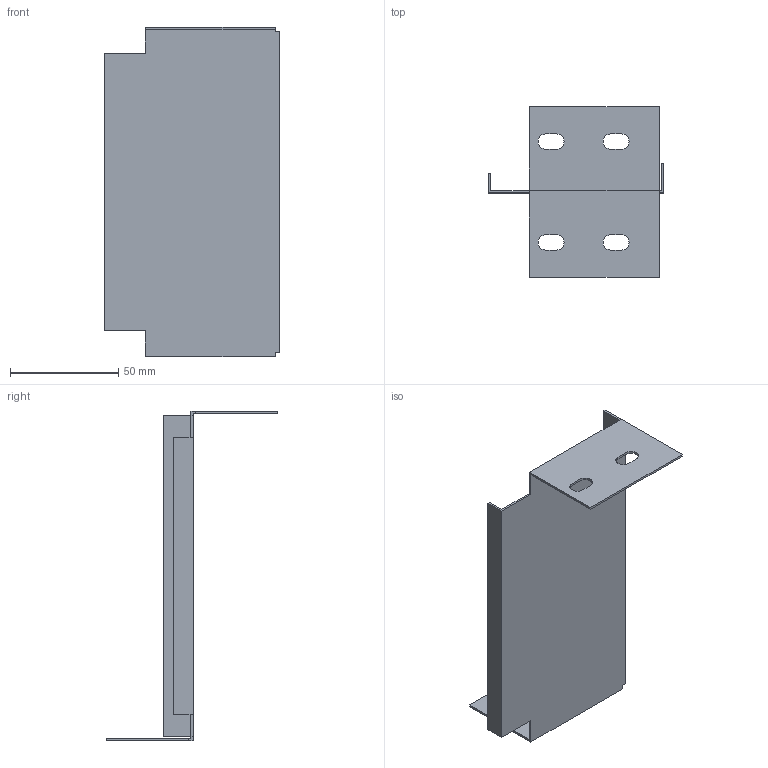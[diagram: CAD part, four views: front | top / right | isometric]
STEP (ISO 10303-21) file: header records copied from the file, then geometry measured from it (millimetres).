
FILE_DESCRIPTION(/* description */ (''),/* implementation_level */ '2;1');
FILE_NAME(/* name */ 'PDP 80x150.ipt.stp',/* time_stamp */ '2023-05-23T18:28:10+03:00',/* author */ ('Ртищев А.О.'),/* organization */ (''),/* preprocessor_version */ 'ST-DEVELOPER v19.2',/* originating_system */ 'Autodesk Inventor 2023',/* authorisation */ '');
FILE_SCHEMA (('AUTOMOTIVE_DESIGN { 1 0 10303 214 3 1 1 }'));
Length unit declared in the file: millimetre
Products named in the file (1): Переходник упрощенный 
80х150 правый "ПЛЮС"
Bounding box: 81 x 78.84 x 152 mm (x, y, z)
Volume: 19087.7 mm3; surface area: 38965.9 mm2
Topology: 1 solids, 1 shells, 44 faces, 126 edges, 84 vertices
Faces by surface type: plane 36, cylinder 8
Entity records: 1538 total; most frequent: CARTESIAN_POINT 255, ORIENTED_EDGE 252, DIRECTION 232, EDGE_CURVE 126, LINE 110, VECTOR 110, VERTEX_POINT 84, AXIS2_PLACEMENT_3D 61
